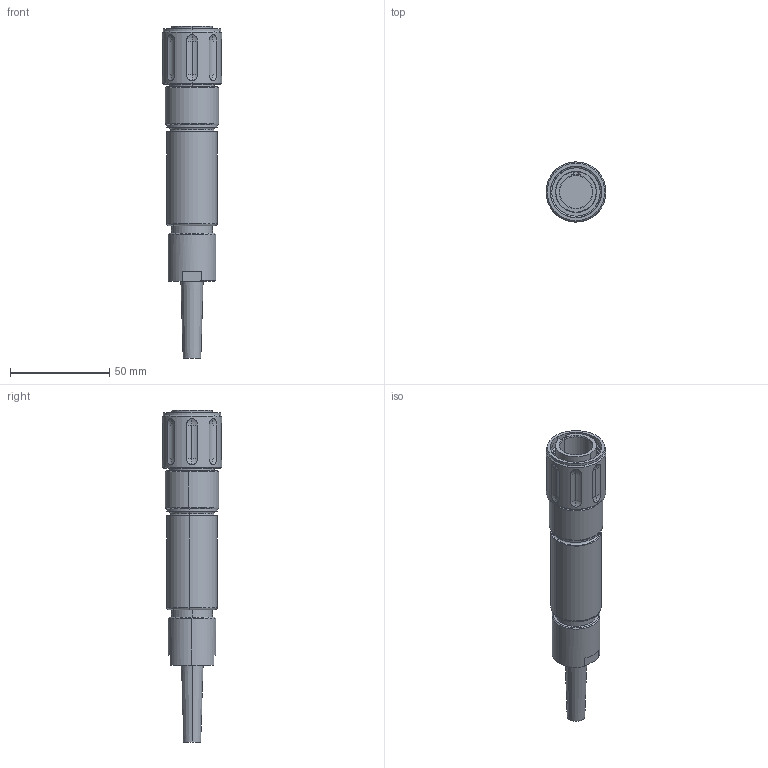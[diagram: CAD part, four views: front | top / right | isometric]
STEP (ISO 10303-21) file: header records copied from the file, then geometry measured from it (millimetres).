
FILE_DESCRIPTION (( 'STEP AP203' ), '1' );
FILE_NAME ('Size 15 Threaded Body.STEP', '2019-03-28T17:38:36', ( '' ), ( '' ), 'SwSTEP 2.0', 'SolidWorks 2019', '' );
FILE_SCHEMA (( 'CONFIG_CONTROL_DESIGN' ));
Length unit declared in the file: inch
Products named in the file (1): Size 15 Threaded Body
Bounding box: 30.16 x 30.16 x 166.93 mm (x, y, z)
Volume: 66749.4 mm3; surface area: 16497.9 mm2
Topology: 1 solids, 1 shells, 138 faces, 312 edges, 194 vertices
Faces by surface type: cylinder 52, sphere 32, plane 24, cone 16, torus 10, bspline 4
Entity records: 5260 total; most frequent: CARTESIAN_POINT 2114, DIRECTION 670, ORIENTED_EDGE 624, EDGE_CURVE 312, AXIS2_PLACEMENT_3D 285, VERTEX_POINT 194, EDGE_LOOP 156, CIRCLE 150
